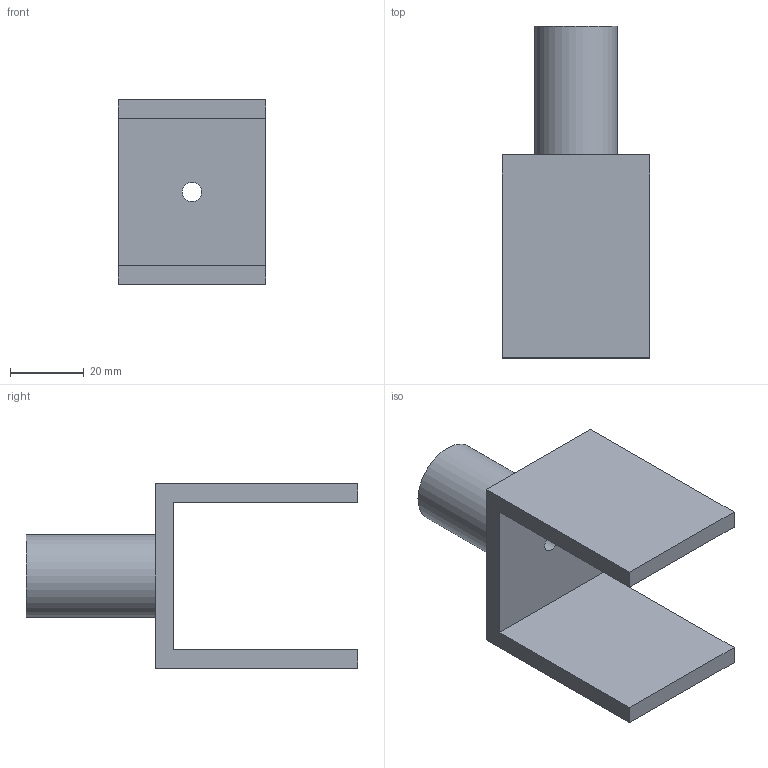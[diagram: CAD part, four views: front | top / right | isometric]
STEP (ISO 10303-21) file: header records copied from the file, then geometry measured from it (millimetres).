
FILE_DESCRIPTION(/* description */ (''),/* implementation_level */ '2;1');
FILE_NAME(/* name */ 'brazo conexion.stp',/* time_stamp */ '2021-02-18T20:19:17-06:00',/* author */ ('Yu Jinyu'),/* organization */ (''),/* preprocessor_version */ 'ST-DEVELOPER v18.1',/* originating_system */ 'Autodesk Inventor 2020',/* authorisation */ '');
FILE_SCHEMA (('AUTOMOTIVE_DESIGN { 1 0 10303 214 3 1 1 }'));
Length unit declared in the file: millimetre
Products named in the file (3): brazo conexion; brazo; tubo
Assembly tree (2 placements, depth 2):
  brazo conexion
    brazo
    tubo
Bounding box: 40 x 90 x 50 mm (x, y, z)
Volume: 38448.4 mm3; surface area: 18514.6 mm2
Topology: 2 solids, 2 shells, 20 faces, 51 edges, 35 vertices
Faces by surface type: plane 18, cylinder 2
Full cylindrical faces by diameter (mm): 5.2 x1, 22.5 x1
Entity records: 719 total; most frequent: CARTESIAN_POINT 111, DIRECTION 108, ORIENTED_EDGE 102, EDGE_CURVE 51, LINE 44, VECTOR 44, VERTEX_POINT 35, AXIS2_PLACEMENT_3D 32
